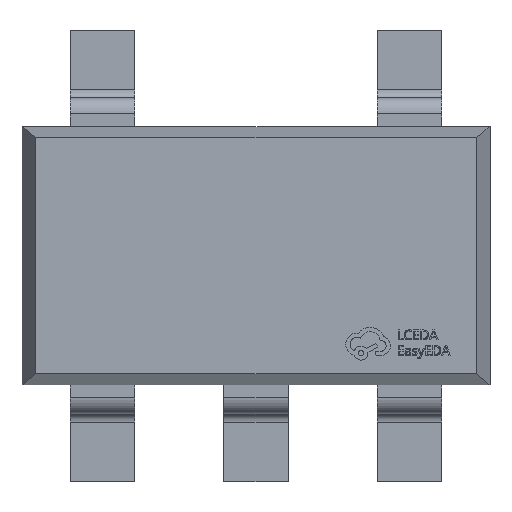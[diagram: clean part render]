
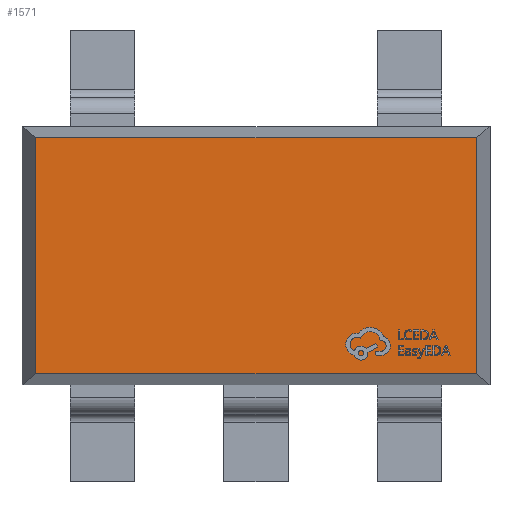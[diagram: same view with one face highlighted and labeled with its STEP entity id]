
A CAD part, top view. The second image highlights one B-rep face of the part: STEP entity #1571.
In plain terms, the highlighted planar face has unit normal (0, 0, 1).
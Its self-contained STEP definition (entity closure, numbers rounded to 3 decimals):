
#97 = EDGE_CURVE ( 'NONE', #6711, #5186, #12188, .T. ) ;
#737 = ORIENTED_EDGE ( 'NONE', *, *, #15778, .F. ) ;
#1051 = DIRECTION ( 'NONE',  ( -1., 0., 0. ) ) ;
#1571 = ADVANCED_FACE ( 'NONE', ( #8690 ), #11392, .T. ) ;
#2052 = CARTESIAN_POINT ( 'NONE',  ( -1.364, 1.4, 1.1 ) ) ;
#2885 = ORIENTED_EDGE ( 'NONE', *, *, #4083, .F. ) ;
#4030 = ORIENTED_EDGE ( 'NONE', *, *, #97, .T. ) ;
#4083 = EDGE_CURVE ( 'NONE', #14551, #12777, #9692, .T. ) ;
#4457 = DIRECTION ( 'NONE',  ( -1., 0., 0. ) ) ;
#5049 = VECTOR ( 'NONE', #9759, 1000. ) ;
#5186 = VERTEX_POINT ( 'NONE', #10375 ) ;
#6185 = CARTESIAN_POINT ( 'NONE',  ( 1.364, 1.4, 1.1 ) ) ;
#6711 = VERTEX_POINT ( 'NONE', #7486 ) ;
#7104 = CARTESIAN_POINT ( 'NONE',  ( 1.364, 0.732, 1.1 ) ) ;
#7486 = CARTESIAN_POINT ( 'NONE',  ( -1.364, 0.732, 1.1 ) ) ;
#7499 = ORIENTED_EDGE ( 'NONE', *, *, #13039, .T. ) ;
#7763 = VECTOR ( 'NONE', #4457, 1000. ) ;
#8690 = FACE_OUTER_BOUND ( 'NONE', #10117, .T. ) ;
#9692 = LINE ( 'NONE', #6185, #11036 ) ;
#9759 = DIRECTION ( 'NONE',  ( 0., -1., 0. ) ) ;
#9772 = DIRECTION ( 'NONE',  ( 0., -1., 0. ) ) ;
#10117 = EDGE_LOOP ( 'NONE', ( #2885, #7499, #4030, #737 ) ) ;
#10375 = CARTESIAN_POINT ( 'NONE',  ( -1.364, -0.732, 1.1 ) ) ;
#10465 = CARTESIAN_POINT ( 'NONE',  ( 0., 0., 1.1 ) ) ;
#11036 = VECTOR ( 'NONE', #9772, 1000. ) ;
#11361 = LINE ( 'NONE', #12623, #15684 ) ;
#11382 = CARTESIAN_POINT ( 'NONE',  ( 1.364, -0.732, 1.1 ) ) ;
#11392 = PLANE ( 'NONE',  #16744 ) ;
#12188 = LINE ( 'NONE', #2052, #5049 ) ;
#12315 = CARTESIAN_POINT ( 'NONE',  ( 1.45, -0.732, 1.1 ) ) ;
#12623 = CARTESIAN_POINT ( 'NONE',  ( 1.45, 0.732, 1.1 ) ) ;
#12777 = VERTEX_POINT ( 'NONE', #11382 ) ;
#13039 = EDGE_CURVE ( 'NONE', #14551, #6711, #11361, .T. ) ;
#13090 = LINE ( 'NONE', #12315, #7763 ) ;
#14498 = DIRECTION ( 'NONE',  ( 0., 0., 1. ) ) ;
#14551 = VERTEX_POINT ( 'NONE', #7104 ) ;
#15684 = VECTOR ( 'NONE', #1051, 1000. ) ;
#15778 = EDGE_CURVE ( 'NONE', #12777, #5186, #13090, .T. ) ;
#15782 = DIRECTION ( 'NONE',  ( 1., 0., 0. ) ) ;
#16744 = AXIS2_PLACEMENT_3D ( 'NONE', #10465, #14498, #15782 ) ;
